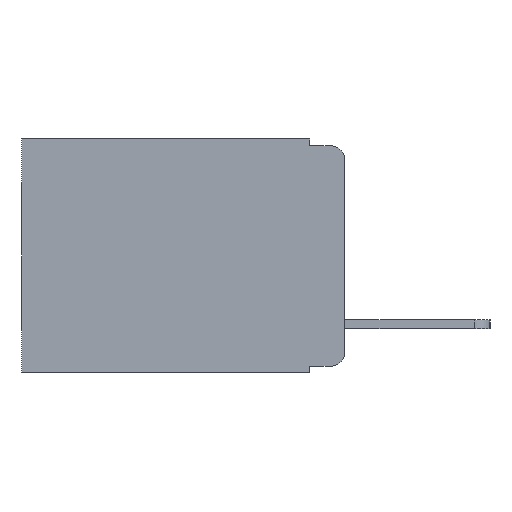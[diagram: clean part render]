
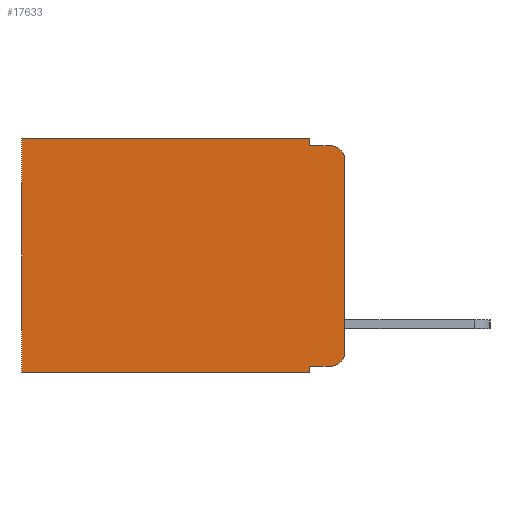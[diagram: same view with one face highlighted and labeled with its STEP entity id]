
A CAD part, left-side view. The second image highlights one B-rep face of the part: STEP entity #17633.
In plain terms, the highlighted planar face has unit normal (-1, 0, 0).
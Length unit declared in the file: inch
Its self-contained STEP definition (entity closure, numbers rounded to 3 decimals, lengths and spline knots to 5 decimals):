
#118 = LINE ( 'NONE', #4616, #4988 ) ;
#365 = ORIENTED_EDGE ( 'NONE', *, *, #20569, .F. ) ;
#608 = CARTESIAN_POINT ( 'NONE',  ( 0.298, 0., 0. ) ) ;
#1092 = VERTEX_POINT ( 'NONE', #14965 ) ;
#1641 = DIRECTION ( 'NONE',  ( -1., 0., 0. ) ) ;
#2495 = AXIS2_PLACEMENT_3D ( 'NONE', #12411, #1641, #14159 ) ;
#2542 = ORIENTED_EDGE ( 'NONE', *, *, #13525, .T. ) ;
#2618 = VECTOR ( 'NONE', #20106, 39.37008 ) ;
#2841 = CARTESIAN_POINT ( 'NONE',  ( 0.298, 0., -0.313 ) ) ;
#3079 = ORIENTED_EDGE ( 'NONE', *, *, #17740, .F. ) ;
#3701 = LINE ( 'NONE', #16360, #16724 ) ;
#3868 = CARTESIAN_POINT ( 'NONE',  ( 0.298, 0., -0.03 ) ) ;
#4334 = CARTESIAN_POINT ( 'NONE',  ( 0.298, 0.051, -0.333 ) ) ;
#4616 = CARTESIAN_POINT ( 'NONE',  ( 0.298, 0., 0. ) ) ;
#4712 = VECTOR ( 'NONE', #14645, 39.37008 ) ;
#4746 = CARTESIAN_POINT ( 'NONE',  ( 0.298, 0.473, -0.343 ) ) ;
#4789 = VERTEX_POINT ( 'NONE', #4334 ) ;
#4988 = VECTOR ( 'NONE', #17005, 39.37008 ) ;
#5189 = EDGE_CURVE ( 'NONE', #22026, #19548, #12806, .T. ) ;
#5267 = ORIENTED_EDGE ( 'NONE', *, *, #10317, .F. ) ;
#5351 = ORIENTED_EDGE ( 'NONE', *, *, #10582, .F. ) ;
#5433 = VECTOR ( 'NONE', #17295, 39.37008 ) ;
#5788 = EDGE_CURVE ( 'NONE', #8191, #12434, #22872, .T. ) ;
#6096 = DIRECTION ( 'NONE',  ( 1., 0., 0. ) ) ;
#6387 = VECTOR ( 'NONE', #6829, 39.37008 ) ;
#6720 = CARTESIAN_POINT ( 'NONE',  ( 0.298, 0.051, 0. ) ) ;
#6809 = VERTEX_POINT ( 'NONE', #21540 ) ;
#6829 = DIRECTION ( 'NONE',  ( 0., -1., 0. ) ) ;
#6860 = LINE ( 'NONE', #7807, #2618 ) ;
#7227 = FACE_OUTER_BOUND ( 'NONE', #12860, .T. ) ;
#7283 = CIRCLE ( 'NONE', #10007, 0.02 ) ;
#7589 = ORIENTED_EDGE ( 'NONE', *, *, #8211, .T. ) ;
#7807 = CARTESIAN_POINT ( 'NONE',  ( 0.298, 0., -0.343 ) ) ;
#7840 = ORIENTED_EDGE ( 'NONE', *, *, #5788, .T. ) ;
#7983 = CARTESIAN_POINT ( 'NONE',  ( 0.298, 0.051, -0.01 ) ) ;
#8191 = VERTEX_POINT ( 'NONE', #20845 ) ;
#8211 = EDGE_CURVE ( 'NONE', #4789, #6809, #11137, .T. ) ;
#8712 = CIRCLE ( 'NONE', #2495, 0.02 ) ;
#8908 = VECTOR ( 'NONE', #21732, 39.37008 ) ;
#9214 = VECTOR ( 'NONE', #20202, 39.37008 ) ;
#9636 = PLANE ( 'NONE',  #9648 ) ;
#9648 = AXIS2_PLACEMENT_3D ( 'NONE', #608, #6096, #18435 ) ;
#10007 = AXIS2_PLACEMENT_3D ( 'NONE', #10027, #22287, #11797 ) ;
#10027 = CARTESIAN_POINT ( 'NONE',  ( 0.298, 0.02, -0.03 ) ) ;
#10175 = ORIENTED_EDGE ( 'NONE', *, *, #5189, .F. ) ;
#10317 = EDGE_CURVE ( 'NONE', #20034, #12434, #6860, .T. ) ;
#10582 = EDGE_CURVE ( 'NONE', #4789, #20034, #10738, .T. ) ;
#10738 = LINE ( 'NONE', #6720, #5433 ) ;
#11137 = LINE ( 'NONE', #19130, #6387 ) ;
#11141 = DIRECTION ( 'NONE',  ( 0., -1., 0. ) ) ;
#11456 = ORIENTED_EDGE ( 'NONE', *, *, #15294, .T. ) ;
#11457 = VERTEX_POINT ( 'NONE', #3868 ) ;
#11797 = DIRECTION ( 'NONE',  ( 0., 0., -1. ) ) ;
#12411 = CARTESIAN_POINT ( 'NONE',  ( 0.298, 0.02, -0.313 ) ) ;
#12434 = VERTEX_POINT ( 'NONE', #4746 ) ;
#12696 = CARTESIAN_POINT ( 'NONE',  ( 0.298, 0.051, 0. ) ) ;
#12806 = LINE ( 'NONE', #12696, #9214 ) ;
#12860 = EDGE_LOOP ( 'NONE', ( #3079, #2542, #365, #10175, #19013, #7840, #5267, #5351, #7589, #11456 ) ) ;
#13525 = EDGE_CURVE ( 'NONE', #11457, #1092, #7283, .T. ) ;
#13906 = VERTEX_POINT ( 'NONE', #2841 ) ;
#14157 = LINE ( 'NONE', #19818, #4712 ) ;
#14159 = DIRECTION ( 'NONE',  ( 0., 0., -1. ) ) ;
#14645 = DIRECTION ( 'NONE',  ( 0., 1., 0. ) ) ;
#14828 = CARTESIAN_POINT ( 'NONE',  ( 0.298, 0.473, 0. ) ) ;
#14965 = CARTESIAN_POINT ( 'NONE',  ( 0.298, 0.02, -0.01 ) ) ;
#15293 = CARTESIAN_POINT ( 'NONE',  ( 0.298, 0.051, 0. ) ) ;
#15294 = EDGE_CURVE ( 'NONE', #6809, #13906, #8712, .T. ) ;
#16360 = CARTESIAN_POINT ( 'NONE',  ( 0.298, 0.051, -0.01 ) ) ;
#16378 = CARTESIAN_POINT ( 'NONE',  ( 0.298, 0.051, -0.343 ) ) ;
#16724 = VECTOR ( 'NONE', #11141, 39.37008 ) ;
#17005 = DIRECTION ( 'NONE',  ( 0., 0., -1. ) ) ;
#17295 = DIRECTION ( 'NONE',  ( 0., 0., -1. ) ) ;
#17514 = EDGE_CURVE ( 'NONE', #22026, #8191, #14157, .T. ) ;
#17633 = ADVANCED_FACE ( 'NONE', ( #7227 ), #9636, .F. ) ;
#17740 = EDGE_CURVE ( 'NONE', #11457, #13906, #118, .T. ) ;
#18435 = DIRECTION ( 'NONE',  ( 0., 0., -1. ) ) ;
#19013 = ORIENTED_EDGE ( 'NONE', *, *, #17514, .T. ) ;
#19130 = CARTESIAN_POINT ( 'NONE',  ( 0.298, 0.051, -0.333 ) ) ;
#19548 = VERTEX_POINT ( 'NONE', #7983 ) ;
#19818 = CARTESIAN_POINT ( 'NONE',  ( 0.298, 0., 0. ) ) ;
#20034 = VERTEX_POINT ( 'NONE', #16378 ) ;
#20106 = DIRECTION ( 'NONE',  ( 0., 1., 0. ) ) ;
#20202 = DIRECTION ( 'NONE',  ( 0., 0., -1. ) ) ;
#20569 = EDGE_CURVE ( 'NONE', #19548, #1092, #3701, .T. ) ;
#20845 = CARTESIAN_POINT ( 'NONE',  ( 0.298, 0.473, 0. ) ) ;
#21540 = CARTESIAN_POINT ( 'NONE',  ( 0.298, 0.02, -0.333 ) ) ;
#21732 = DIRECTION ( 'NONE',  ( 0., 0., -1. ) ) ;
#22026 = VERTEX_POINT ( 'NONE', #15293 ) ;
#22287 = DIRECTION ( 'NONE',  ( -1., 0., 0. ) ) ;
#22872 = LINE ( 'NONE', #14828, #8908 ) ;
